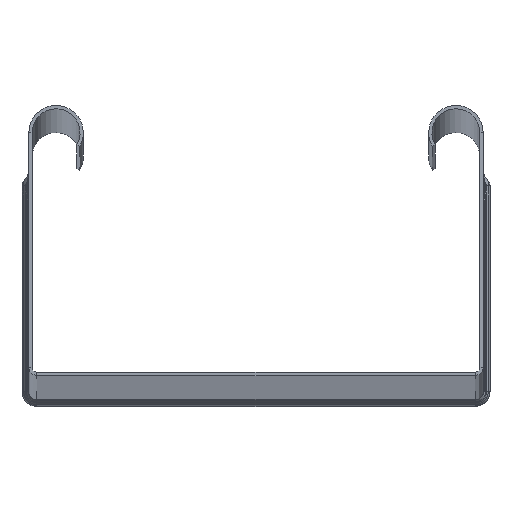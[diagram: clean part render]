
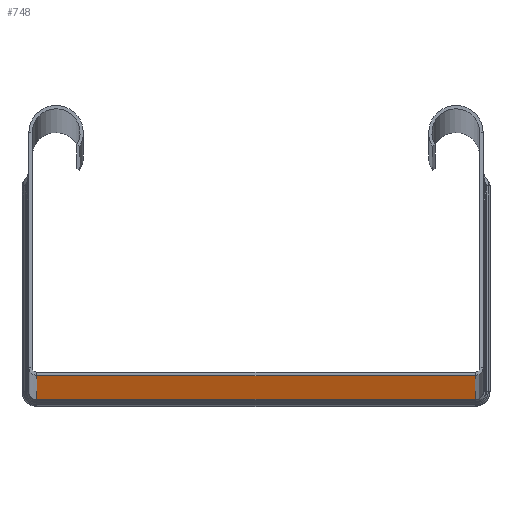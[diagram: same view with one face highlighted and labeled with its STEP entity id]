
A CAD part, top view. The second image highlights one B-rep face of the part: STEP entity #748.
In plain terms, the highlighted planar face has unit normal (0, -1, 0).
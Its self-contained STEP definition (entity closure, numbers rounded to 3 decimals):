
#13 = CARTESIAN_POINT ( 'NONE',  ( 48.28, -0.72, -1470.3 ) ) ;
#41 = CARTESIAN_POINT ( 'NONE',  ( 48.28, -0.72, 1525.2 ) ) ;
#48 = DIRECTION ( 'NONE',  ( 0., 0., -1. ) ) ;
#85 = DIRECTION ( 'NONE',  ( 0., -1., 0. ) ) ;
#236 = EDGE_LOOP ( 'NONE', ( #1943, #2313, #1803, #1773 ) ) ;
#357 = CARTESIAN_POINT ( 'NONE',  ( -49.28, -0.72, 1525.2 ) ) ;
#437 = CARTESIAN_POINT ( 'NONE',  ( 48.28, -0.72, 1525.2 ) ) ;
#545 = DIRECTION ( 'NONE',  ( 0., 0., -1. ) ) ;
#570 = CARTESIAN_POINT ( 'NONE',  ( -50., -0.72, -1470.3 ) ) ;
#648 = VERTEX_POINT ( 'NONE', #800 ) ;
#748 = ADVANCED_FACE ( 'NONE', ( #2470 ), #1818, .T. ) ;
#800 = CARTESIAN_POINT ( 'NONE',  ( -48.28, -0.72, -1470.3 ) ) ;
#850 = AXIS2_PLACEMENT_3D ( 'NONE', #357, #85, #545 ) ;
#977 = CARTESIAN_POINT ( 'NONE',  ( -49.28, -0.72, 1525.2 ) ) ;
#1002 = CARTESIAN_POINT ( 'NONE',  ( -48.28, -0.72, 1525.2 ) ) ;
#1299 = VECTOR ( 'NONE', #1426, 1000. ) ;
#1355 = VECTOR ( 'NONE', #48, 1000. ) ;
#1426 = DIRECTION ( 'NONE',  ( -1., 0., 0. ) ) ;
#1428 = DIRECTION ( 'NONE',  ( 1., 0., 0. ) ) ;
#1569 = EDGE_CURVE ( 'NONE', #2459, #2407, #2035, .T. ) ;
#1730 = VECTOR ( 'NONE', #1428, 1000. ) ;
#1773 = ORIENTED_EDGE ( 'NONE', *, *, #2462, .T. ) ;
#1783 = EDGE_CURVE ( 'NONE', #648, #2407, #2240, .T. ) ;
#1796 = LINE ( 'NONE', #977, #1299 ) ;
#1803 = ORIENTED_EDGE ( 'NONE', *, *, #2007, .T. ) ;
#1818 = PLANE ( 'NONE',  #850 ) ;
#1943 = ORIENTED_EDGE ( 'NONE', *, *, #1783, .T. ) ;
#2007 = EDGE_CURVE ( 'NONE', #2459, #2130, #1796, .T. ) ;
#2035 = LINE ( 'NONE', #437, #2668 ) ;
#2130 = VERTEX_POINT ( 'NONE', #1002 ) ;
#2240 = LINE ( 'NONE', #570, #1730 ) ;
#2313 = ORIENTED_EDGE ( 'NONE', *, *, #1569, .F. ) ;
#2384 = LINE ( 'NONE', #2419, #1355 ) ;
#2407 = VERTEX_POINT ( 'NONE', #13 ) ;
#2419 = CARTESIAN_POINT ( 'NONE',  ( -48.28, -0.72, 1525.2 ) ) ;
#2459 = VERTEX_POINT ( 'NONE', #41 ) ;
#2462 = EDGE_CURVE ( 'NONE', #2130, #648, #2384, .T. ) ;
#2470 = FACE_OUTER_BOUND ( 'NONE', #236, .T. ) ;
#2527 = DIRECTION ( 'NONE',  ( 0., 0., -1. ) ) ;
#2668 = VECTOR ( 'NONE', #2527, 1000. ) ;
